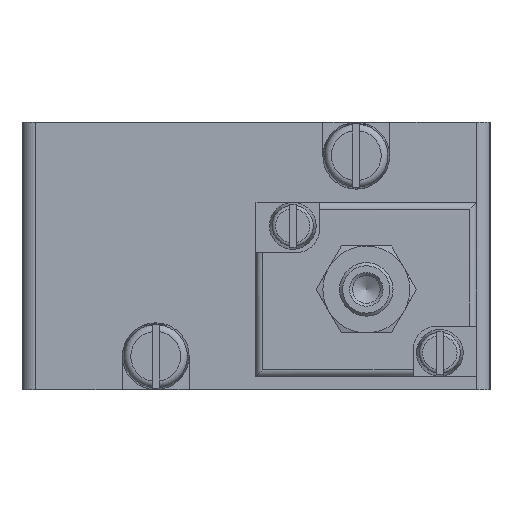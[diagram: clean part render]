
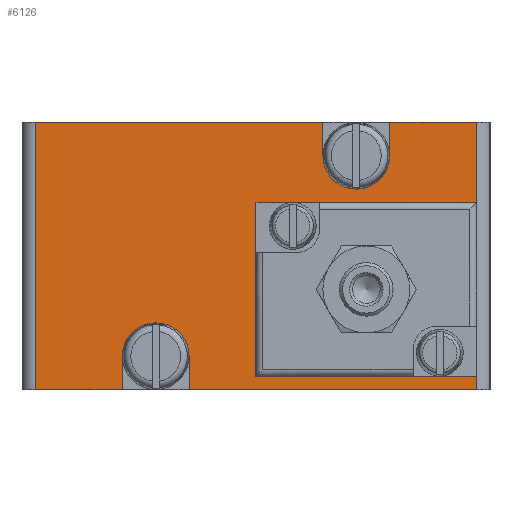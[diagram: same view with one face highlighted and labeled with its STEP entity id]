
A CAD part, left-side view. The second image highlights one B-rep face of the part: STEP entity #6126.
In plain terms, the highlighted planar face has unit normal (-1, 0, 0).
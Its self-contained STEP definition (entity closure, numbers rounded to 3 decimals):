
#187=LINE('',#9377,#673);
#198=LINE('',#9406,#684);
#202=LINE('',#9412,#688);
#256=LINE('',#9547,#742);
#257=LINE('',#9549,#743);
#258=LINE('',#9551,#744);
#259=LINE('',#9555,#745);
#260=LINE('',#9557,#746);
#261=LINE('',#9559,#747);
#262=LINE('',#9561,#748);
#263=LINE('',#9563,#749);
#264=LINE('',#9567,#750);
#265=LINE('',#9569,#751);
#266=LINE('',#9571,#752);
#673=VECTOR('',#7323,1000.);
#684=VECTOR('',#7350,1000.);
#688=VECTOR('',#7356,1000.);
#742=VECTOR('',#7468,1000.);
#743=VECTOR('',#7469,1000.);
#744=VECTOR('',#7470,1000.);
#745=VECTOR('',#7473,1000.);
#746=VECTOR('',#7474,1000.);
#747=VECTOR('',#7475,1000.);
#748=VECTOR('',#7476,1000.);
#749=VECTOR('',#7477,1000.);
#750=VECTOR('',#7480,1000.);
#751=VECTOR('',#7481,1000.);
#752=VECTOR('',#7482,1000.);
#1148=PLANE('',#6565);
#1659=ORIENTED_EDGE('',*,*,#3364,.T.);
#1660=ORIENTED_EDGE('',*,*,#3438,.F.);
#1661=ORIENTED_EDGE('',*,*,#3439,.F.);
#1662=ORIENTED_EDGE('',*,*,#3440,.F.);
#1663=ORIENTED_EDGE('',*,*,#3441,.F.);
#1664=ORIENTED_EDGE('',*,*,#3442,.F.);
#1665=ORIENTED_EDGE('',*,*,#3443,.F.);
#1666=ORIENTED_EDGE('',*,*,#3444,.T.);
#1667=ORIENTED_EDGE('',*,*,#3445,.T.);
#1668=ORIENTED_EDGE('',*,*,#3446,.F.);
#1669=ORIENTED_EDGE('',*,*,#3447,.F.);
#1670=ORIENTED_EDGE('',*,*,#3448,.F.);
#1671=ORIENTED_EDGE('',*,*,#3449,.T.);
#1672=ORIENTED_EDGE('',*,*,#3450,.F.);
#1673=ORIENTED_EDGE('',*,*,#3368,.F.);
#1674=ORIENTED_EDGE('',*,*,#3349,.F.);
#3349=EDGE_CURVE('',#4246,#4247,#187,.T.);
#3364=EDGE_CURVE('',#4246,#4252,#198,.T.);
#3368=EDGE_CURVE('',#4247,#4251,#202,.T.);
#3438=EDGE_CURVE('',#4310,#4252,#256,.T.);
#3439=EDGE_CURVE('',#4311,#4310,#257,.T.);
#3440=EDGE_CURVE('',#4312,#4311,#258,.T.);
#3441=EDGE_CURVE('',#4313,#4312,#4841,.F.);
#3442=EDGE_CURVE('',#4314,#4313,#259,.T.);
#3443=EDGE_CURVE('',#4315,#4314,#260,.T.);
#3444=EDGE_CURVE('',#4315,#4316,#261,.T.);
#3445=EDGE_CURVE('',#4316,#4317,#262,.T.);
#3446=EDGE_CURVE('',#4318,#4317,#263,.T.);
#3447=EDGE_CURVE('',#4319,#4318,#4842,.F.);
#3448=EDGE_CURVE('',#4320,#4319,#264,.T.);
#3449=EDGE_CURVE('',#4320,#4321,#265,.T.);
#3450=EDGE_CURVE('',#4251,#4321,#266,.T.);
#4246=VERTEX_POINT('',#9376);
#4247=VERTEX_POINT('',#9378);
#4251=VERTEX_POINT('',#9387);
#4252=VERTEX_POINT('',#9389);
#4310=VERTEX_POINT('',#9548);
#4311=VERTEX_POINT('',#9550);
#4312=VERTEX_POINT('',#9552);
#4313=VERTEX_POINT('',#9554);
#4314=VERTEX_POINT('',#9556);
#4315=VERTEX_POINT('',#9558);
#4316=VERTEX_POINT('',#9560);
#4317=VERTEX_POINT('',#9562);
#4318=VERTEX_POINT('',#9564);
#4319=VERTEX_POINT('',#9566);
#4320=VERTEX_POINT('',#9568);
#4321=VERTEX_POINT('',#9570);
#4841=CIRCLE('',#6566,5.);
#4842=CIRCLE('',#6567,5.);
#5169=EDGE_LOOP('',(#1659,#1660,#1661,#1662,#1663,#1664,#1665,#1666,#1667,
#1668,#1669,#1670,#1671,#1672,#1673,#1674));
#5629=FACE_BOUND('',#5169,.T.);
#6126=ADVANCED_FACE('',(#5629),#1148,.F.);
#6565=AXIS2_PLACEMENT_3D('',#9546,#7466,#7467);
#6566=AXIS2_PLACEMENT_3D('',#9553,#7471,#7472);
#6567=AXIS2_PLACEMENT_3D('',#9565,#7478,#7479);
#7323=DIRECTION('',(0.,0.,-1.));
#7350=DIRECTION('',(0.,-1.,0.));
#7356=DIRECTION('',(0.,-1.,0.));
#7466=DIRECTION('',(1.,0.,0.));
#7467=DIRECTION('',(0.,0.,-1.));
#7468=DIRECTION('',(0.,0.,-1.));
#7469=DIRECTION('',(0.,-1.,0.));
#7470=DIRECTION('',(0.,0.,1.));
#7471=DIRECTION('',(1.,0.,0.));
#7472=DIRECTION('',(0.,0.,-1.));
#7473=DIRECTION('',(0.,0.,-1.));
#7474=DIRECTION('',(0.,-1.,0.));
#7475=DIRECTION('',(0.,0.,-1.));
#7476=DIRECTION('',(0.,-1.,0.));
#7477=DIRECTION('',(0.,0.,-1.));
#7478=DIRECTION('',(1.,0.,0.));
#7479=DIRECTION('',(0.,0.,-1.));
#7480=DIRECTION('',(0.,0.,1.));
#7481=DIRECTION('',(0.,-1.,0.));
#7482=DIRECTION('',(0.,0.,-1.));
#9376=CARTESIAN_POINT('',(-61.5,35.,8.));
#9377=CARTESIAN_POINT('',(-61.5,35.,8.));
#9378=CARTESIAN_POINT('',(-61.5,35.,-18.));
#9387=CARTESIAN_POINT('',(-61.5,2.,-18.));
#9389=CARTESIAN_POINT('',(-61.5,2.,8.));
#9406=CARTESIAN_POINT('',(-61.5,35.,8.));
#9412=CARTESIAN_POINT('',(-61.5,35.,-18.));
#9546=CARTESIAN_POINT('',(-61.5,70.,-20.));
#9547=CARTESIAN_POINT('',(-61.5,2.,20.));
#9548=CARTESIAN_POINT('',(-61.5,2.,20.));
#9549=CARTESIAN_POINT('',(-61.5,70.,20.));
#9550=CARTESIAN_POINT('',(-61.5,15.,20.));
#9551=CARTESIAN_POINT('',(-61.5,15.,-20.));
#9552=CARTESIAN_POINT('',(-61.5,15.,15.));
#9553=CARTESIAN_POINT('',(-61.5,20.,15.));
#9554=CARTESIAN_POINT('',(-61.5,25.,15.));
#9555=CARTESIAN_POINT('',(-61.5,25.,-20.));
#9556=CARTESIAN_POINT('',(-61.5,25.,20.));
#9557=CARTESIAN_POINT('',(-61.5,70.,20.));
#9558=CARTESIAN_POINT('',(-61.5,68.,20.));
#9559=CARTESIAN_POINT('',(-61.5,68.,20.));
#9560=CARTESIAN_POINT('',(-61.5,68.,-20.));
#9561=CARTESIAN_POINT('',(-61.5,70.,-20.));
#9562=CARTESIAN_POINT('',(-61.5,55.,-20.));
#9563=CARTESIAN_POINT('',(-61.5,55.,-20.));
#9564=CARTESIAN_POINT('',(-61.5,55.,-15.));
#9565=CARTESIAN_POINT('',(-61.5,50.,-15.));
#9566=CARTESIAN_POINT('',(-61.5,45.,-15.));
#9567=CARTESIAN_POINT('',(-61.5,45.,-20.));
#9568=CARTESIAN_POINT('',(-61.5,45.,-20.));
#9569=CARTESIAN_POINT('',(-61.5,70.,-20.));
#9570=CARTESIAN_POINT('',(-61.5,2.,-20.));
#9571=CARTESIAN_POINT('',(-61.5,2.,20.));
